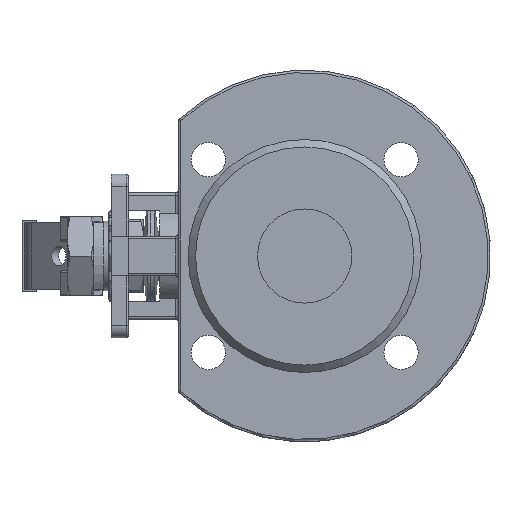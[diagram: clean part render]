
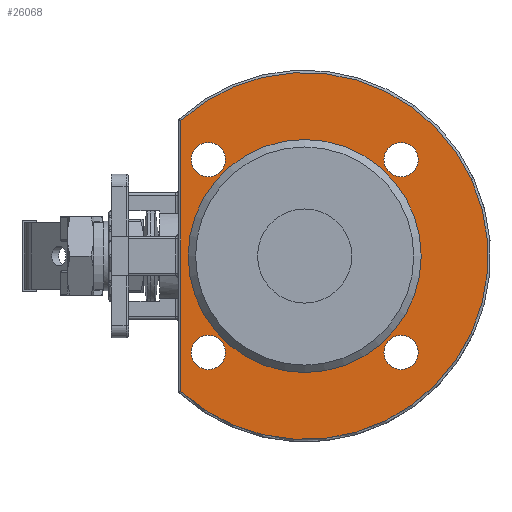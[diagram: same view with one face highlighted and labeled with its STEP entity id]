
A CAD part, left-side view. The second image highlights one B-rep face of the part: STEP entity #26068.
In plain terms, the highlighted planar face has unit normal (-1, 0, 0).
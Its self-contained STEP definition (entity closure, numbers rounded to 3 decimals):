
#485=FACE_BOUND('',#5330,.T.);
#486=FACE_BOUND('',#5331,.T.);
#487=FACE_BOUND('',#5332,.T.);
#488=FACE_BOUND('',#5333,.T.);
#489=FACE_BOUND('',#5334,.T.);
#2184=CIRCLE('',#27818,7.4);
#2190=CIRCLE('',#27830,4.7);
#2191=CIRCLE('',#27831,0.692);
#2192=CIRCLE('',#27832,0.692);
#2193=CIRCLE('',#27833,0.692);
#2194=CIRCLE('',#27834,0.692);
#3873=FACE_OUTER_BOUND('',#5329,.T.);
#5329=EDGE_LOOP('',(#22667,#22668));
#5330=EDGE_LOOP('',(#22669));
#5331=EDGE_LOOP('',(#22670));
#5332=EDGE_LOOP('',(#22671));
#5333=EDGE_LOOP('',(#22672));
#5334=EDGE_LOOP('',(#22673));
#7419=LINE('',#99989,#9345);
#9345=VECTOR('',#33217,10.911);
#11726=VERTEX_POINT('',#99982);
#11728=VERTEX_POINT('',#99988);
#11731=VERTEX_POINT('',#100022);
#11732=VERTEX_POINT('',#100024);
#11733=VERTEX_POINT('',#100026);
#11734=VERTEX_POINT('',#100028);
#11735=VERTEX_POINT('',#100030);
#15402=EDGE_CURVE('',#11728,#11726,#7419,.T.);
#15405=EDGE_CURVE('',#11726,#11728,#2184,.T.);
#15413=EDGE_CURVE('',#11731,#11731,#2190,.T.);
#15414=EDGE_CURVE('',#11732,#11732,#2191,.T.);
#15415=EDGE_CURVE('',#11733,#11733,#2192,.T.);
#15416=EDGE_CURVE('',#11734,#11734,#2193,.T.);
#15417=EDGE_CURVE('',#11735,#11735,#2194,.T.);
#22667=ORIENTED_EDGE('',*,*,#15402,.F.);
#22668=ORIENTED_EDGE('',*,*,#15405,.F.);
#22669=ORIENTED_EDGE('',*,*,#15413,.T.);
#22670=ORIENTED_EDGE('',*,*,#15414,.T.);
#22671=ORIENTED_EDGE('',*,*,#15415,.T.);
#22672=ORIENTED_EDGE('',*,*,#15416,.T.);
#22673=ORIENTED_EDGE('',*,*,#15417,.T.);
#23434=PLANE('',#27829);
#26068=ADVANCED_FACE('',(#3873,#485,#486,#487,#488,#489),#23434,.T.);
#27818=AXIS2_PLACEMENT_3D('',#100006,#33222,#33223);
#27829=AXIS2_PLACEMENT_3D('',#100021,#33246,#33247);
#27830=AXIS2_PLACEMENT_3D('',#100023,#33248,#33249);
#27831=AXIS2_PLACEMENT_3D('',#100025,#33250,#33251);
#27832=AXIS2_PLACEMENT_3D('',#100027,#33252,#33253);
#27833=AXIS2_PLACEMENT_3D('',#100029,#33254,#33255);
#27834=AXIS2_PLACEMENT_3D('',#100031,#33256,#33257);
#33217=DIRECTION('',(0.,0.,1.));
#33222=DIRECTION('center_axis',(1.,0.,0.));
#33223=DIRECTION('ref_axis',(0.,-1.,0.));
#33246=DIRECTION('center_axis',(-1.,0.,0.));
#33247=DIRECTION('ref_axis',(0.,0.,1.));
#33248=DIRECTION('center_axis',(1.,0.,0.));
#33249=DIRECTION('ref_axis',(0.,1.,0.));
#33250=DIRECTION('center_axis',(1.,0.,0.));
#33251=DIRECTION('ref_axis',(0.,0.,1.));
#33252=DIRECTION('center_axis',(1.,0.,0.));
#33253=DIRECTION('ref_axis',(0.,-1.,0.));
#33254=DIRECTION('center_axis',(1.,0.,0.));
#33255=DIRECTION('ref_axis',(0.,0.,-1.));
#33256=DIRECTION('center_axis',(1.,0.,0.));
#33257=DIRECTION('ref_axis',(0.,1.,0.));
#99982=CARTESIAN_POINT('',(-2.95,5.,5.455));
#99988=CARTESIAN_POINT('',(-2.95,5.,-5.455));
#99989=CARTESIAN_POINT('',(-2.95,5.,-3.437));
#100006=CARTESIAN_POINT('Origin',(-2.95,0.,0.));
#100021=CARTESIAN_POINT('Origin',(-2.95,6.1,0.));
#100022=CARTESIAN_POINT('',(-2.95,4.7,0.));
#100023=CARTESIAN_POINT('Origin',(-2.95,0.,0.));
#100024=CARTESIAN_POINT('',(-2.95,3.889,4.581));
#100025=CARTESIAN_POINT('Origin',(-2.95,3.889,3.889));
#100026=CARTESIAN_POINT('',(-2.95,-4.581,3.889));
#100027=CARTESIAN_POINT('Origin',(-2.95,-3.889,3.889));
#100028=CARTESIAN_POINT('',(-2.95,-3.889,-4.581));
#100029=CARTESIAN_POINT('Origin',(-2.95,-3.889,-3.889));
#100030=CARTESIAN_POINT('',(-2.95,4.581,-3.889));
#100031=CARTESIAN_POINT('Origin',(-2.95,3.889,-3.889));
